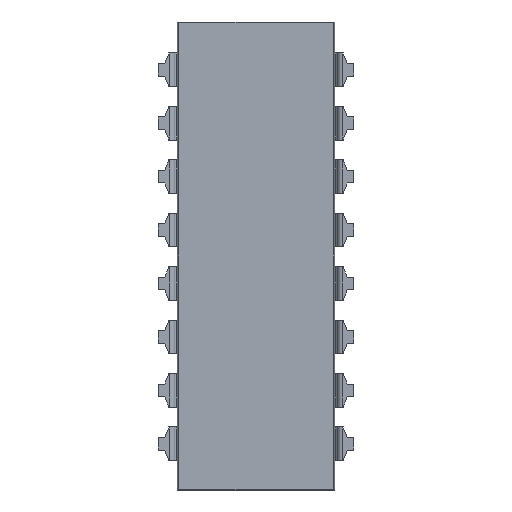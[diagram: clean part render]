
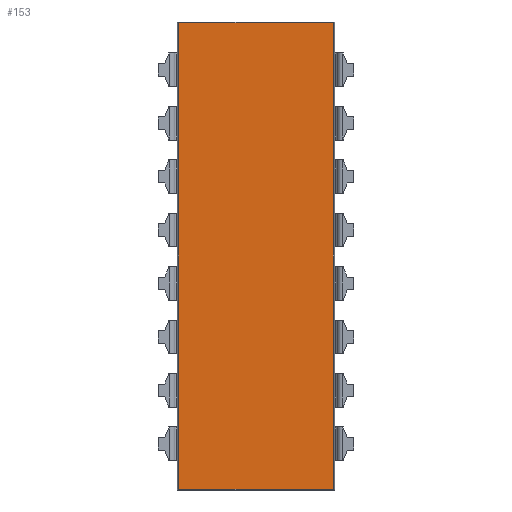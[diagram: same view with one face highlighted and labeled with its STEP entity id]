
A CAD part, front view. The second image highlights one B-rep face of the part: STEP entity #153.
In plain terms, the highlighted planar face has unit normal (0, -1, 0).
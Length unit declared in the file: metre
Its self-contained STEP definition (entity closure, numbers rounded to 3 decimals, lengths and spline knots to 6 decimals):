
#153 = ADVANCED_FACE( '', ( #1468 ), #1469, .F. );
#1468 = FACE_OUTER_BOUND( '', #3921, .T. );
#1469 = PLANE( '', #3922 );
#3921 = EDGE_LOOP( '', ( #7147, #7148, #7149, #7150 ) );
#3922 = AXIS2_PLACEMENT_3D( '', #7151, #7152, #7153 );
#7147 = ORIENTED_EDGE( '', *, *, #17036, .T. );
#7148 = ORIENTED_EDGE( '', *, *, #17037, .T. );
#7149 = ORIENTED_EDGE( '', *, *, #17038, .T. );
#7150 = ORIENTED_EDGE( '', *, *, #17039, .T. );
#7151 = CARTESIAN_POINT( '', ( 0., -0.00175, 0. ) );
#7152 = DIRECTION( '', ( 0., 1., 0. ) );
#7153 = DIRECTION( '', ( 1., 0., 0. ) );
#17036 = EDGE_CURVE( '', #20902, #20903, #20904, .T. );
#17037 = EDGE_CURVE( '', #20903, #20905, #20906, .T. );
#17038 = EDGE_CURVE( '', #20905, #20907, #20908, .T. );
#17039 = EDGE_CURVE( '', #20907, #20902, #20909, .T. );
#20902 = VERTEX_POINT( '', #26902 );
#20903 = VERTEX_POINT( '', #26903 );
#20904 = LINE( '', #26904, #26905 );
#20905 = VERTEX_POINT( '', #26906 );
#20906 = LINE( '', #26907, #26908 );
#20907 = VERTEX_POINT( '', #26909 );
#20908 = LINE( '', #26910, #26911 );
#20909 = LINE( '', #26912, #26913 );
#26902 = CARTESIAN_POINT( '', ( 0.003677, -0.00175, -0.022225 ) );
#26903 = CARTESIAN_POINT( '', ( 0.003677, -0.00175, -0.000025 ) );
#26904 = CARTESIAN_POINT( '', ( 0.003677, -0.00175, -0.022225 ) );
#26905 = VECTOR( '', #34436, 1. );
#26906 = CARTESIAN_POINT( '', ( -0.00367, -0.00175, -0.000025 ) );
#26907 = CARTESIAN_POINT( '', ( 0.003677, -0.00175, -0.000025 ) );
#26908 = VECTOR( '', #34437, 1. );
#26909 = CARTESIAN_POINT( '', ( -0.00367, -0.00175, -0.022225 ) );
#26910 = CARTESIAN_POINT( '', ( -0.00367, -0.00175, -0.000025 ) );
#26911 = VECTOR( '', #34438, 1. );
#26912 = CARTESIAN_POINT( '', ( -0.00367, -0.00175, -0.022225 ) );
#26913 = VECTOR( '', #34439, 1. );
#34436 = DIRECTION( '', ( 0., 0., 1. ) );
#34437 = DIRECTION( '', ( -1., 0., 0. ) );
#34438 = DIRECTION( '', ( 0., 0., -1. ) );
#34439 = DIRECTION( '', ( 1., 0., 0. ) );
